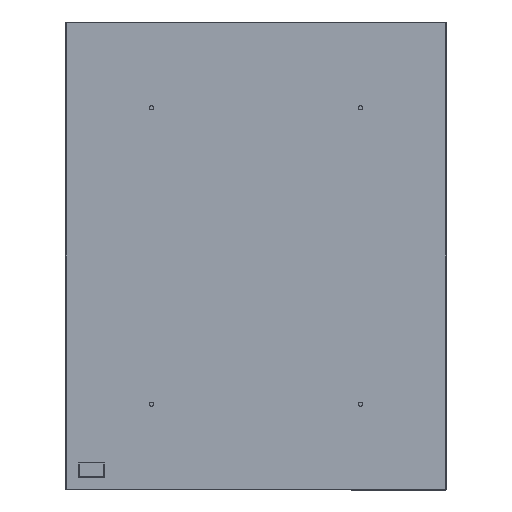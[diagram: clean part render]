
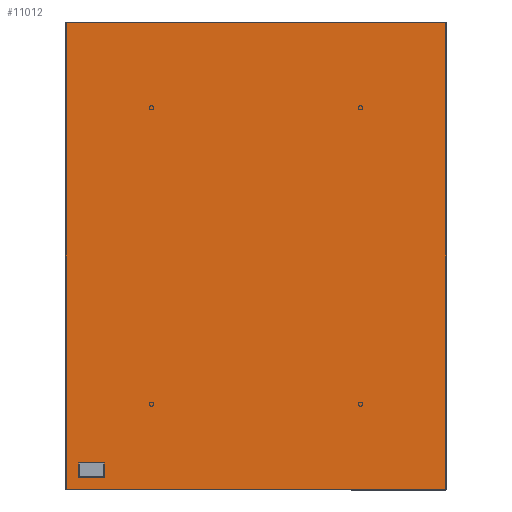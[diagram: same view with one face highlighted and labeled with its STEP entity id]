
A CAD part, left-side view. The second image highlights one B-rep face of the part: STEP entity #11012.
In plain terms, the highlighted planar face has unit normal (-1, 0, 0).
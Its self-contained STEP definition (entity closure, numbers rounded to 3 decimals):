
#10767=CARTESIAN_POINT('',(-615.574,2386.755,545.2));
#10768=VERTEX_POINT('',#10767);
#10769=CARTESIAN_POINT('',(-615.574,1945.018,545.2));
#10770=VERTEX_POINT('',#10769);
#10771=CARTESIAN_POINT('',(-615.574,2386.755,545.2));
#10772=DIRECTION('',(0.0,-1.0,0.0));
#10773=VECTOR('',#10772,441.737);
#10774=LINE('',#10771,#10773);
#10775=EDGE_CURVE('',#10768,#10770,#10774,.T.);
#10805=CARTESIAN_POINT('',(-615.574,1944.686,544.869));
#10806=VERTEX_POINT('',#10805);
#10807=CARTESIAN_POINT('',(-615.574,1945.018,545.2));
#10808=DIRECTION('',(0.0,-0.707,-0.707));
#10809=VECTOR('',#10808,0.469);
#10810=LINE('',#10807,#10809);
#10811=EDGE_CURVE('',#10770,#10806,#10810,.T.);
#10836=CARTESIAN_POINT('',(-615.574,1944.686,1.131));
#10837=VERTEX_POINT('',#10836);
#10838=CARTESIAN_POINT('',(-615.574,1944.686,544.869));
#10839=DIRECTION('',(0.0,0.0,-1.0));
#10840=VECTOR('',#10839,543.737);
#10841=LINE('',#10838,#10840);
#10842=EDGE_CURVE('',#10806,#10837,#10841,.T.);
#10874=CARTESIAN_POINT('',(-615.574,1945.018,0.8));
#10875=VERTEX_POINT('',#10874);
#10876=CARTESIAN_POINT('',(-615.574,1944.686,1.131));
#10877=DIRECTION('',(0.0,0.707,-0.707));
#10878=VECTOR('',#10877,0.469);
#10879=LINE('',#10876,#10878);
#10880=EDGE_CURVE('',#10837,#10875,#10879,.T.);
#10898=CARTESIAN_POINT('',(-615.574,2386.755,0.8));
#10899=VERTEX_POINT('',#10898);
#10900=CARTESIAN_POINT('',(-615.574,1945.018,0.8));
#10901=DIRECTION('',(0.0,1.0,0.0));
#10902=VECTOR('',#10901,441.737);
#10903=LINE('',#10900,#10902);
#10904=EDGE_CURVE('',#10875,#10899,#10903,.T.);
#10922=CARTESIAN_POINT('',(-615.574,2387.086,1.131));
#10923=VERTEX_POINT('',#10922);
#10924=CARTESIAN_POINT('',(-615.574,2386.755,0.8));
#10925=DIRECTION('',(0.0,0.707,0.707));
#10926=VECTOR('',#10925,0.469);
#10927=LINE('',#10924,#10926);
#10928=EDGE_CURVE('',#10899,#10923,#10927,.T.);
#10946=CARTESIAN_POINT('',(-615.574,2387.086,544.869));
#10947=VERTEX_POINT('',#10946);
#10948=CARTESIAN_POINT('',(-615.574,2387.086,1.131));
#10949=DIRECTION('',(0.0,0.0,1.0));
#10950=VECTOR('',#10949,543.737);
#10951=LINE('',#10948,#10950);
#10952=EDGE_CURVE('',#10923,#10947,#10951,.T.);
#10970=CARTESIAN_POINT('',(-615.574,2387.086,544.869));
#10971=DIRECTION('',(0.0,-0.707,0.707));
#10972=VECTOR('',#10971,0.469);
#10973=LINE('',#10970,#10972);
#10974=EDGE_CURVE('',#10947,#10768,#10973,.T.);
#10997=CARTESIAN_POINT('',(-615.574,2165.886,0.799));
#10998=DIRECTION('',(-1.0,0.0,0.0));
#10999=DIRECTION('',(0.0,0.0,1.0));
#11000=AXIS2_PLACEMENT_3D('',#10997,#10998,#10999);
#11001=PLANE('',#11000);
#11002=ORIENTED_EDGE('',*,*,#10775,.F.);
#11003=ORIENTED_EDGE('',*,*,#10974,.F.);
#11004=ORIENTED_EDGE('',*,*,#10952,.F.);
#11005=ORIENTED_EDGE('',*,*,#10928,.F.);
#11006=ORIENTED_EDGE('',*,*,#10904,.F.);
#11007=ORIENTED_EDGE('',*,*,#10880,.F.);
#11008=ORIENTED_EDGE('',*,*,#10842,.F.);
#11009=ORIENTED_EDGE('',*,*,#10811,.F.);
#11010=EDGE_LOOP('',(#11002,#11003,#11004,#11005,#11006,#11007,#11008,#11009));
#11011=FACE_OUTER_BOUND('',#11010,.T.);
#11012=ADVANCED_FACE('',(#11011),#11001,.T.);
